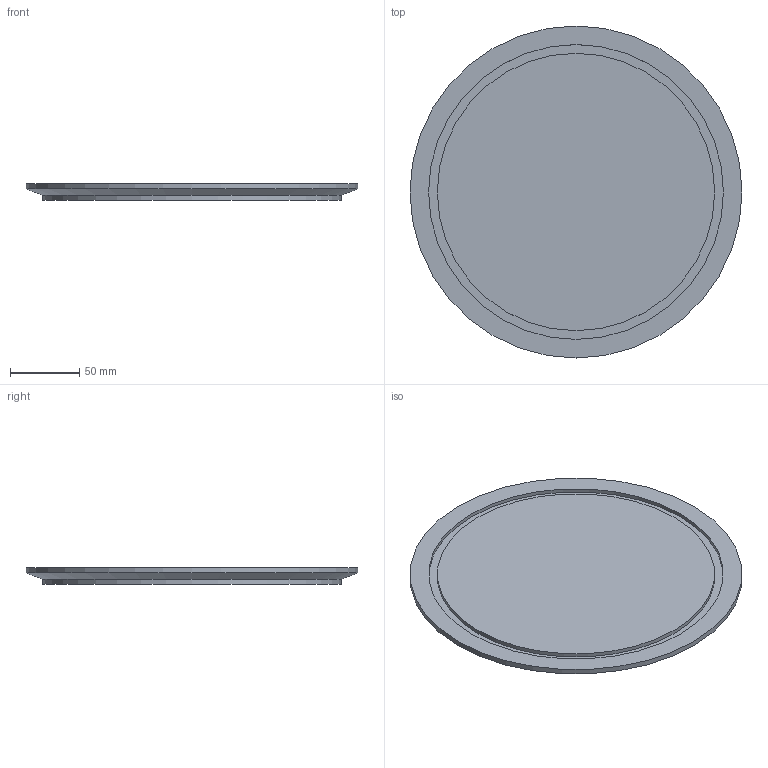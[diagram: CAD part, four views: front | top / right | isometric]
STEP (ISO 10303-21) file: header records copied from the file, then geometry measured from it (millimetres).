
FILE_DESCRIPTION(/* description */ ('QF200-000'),/* implementation_level */ '2;1');
FILE_NAME(/* name */ '4001095c.stp',/* time_stamp */ '2021-03-30T16:42:11-04:00',/* author */ ('Gavin_L'),/* organization */ (''),/* preprocessor_version */ 'ST-DEVELOPER v18.1',/* originating_system */ 'Autodesk Inventor 2021',/* authorisation */ 'QF200 SS BLANK FLANGE');
FILE_SCHEMA (('AUTOMOTIVE_DESIGN { 1 0 10303 214 3 1 1 }'));
Length unit declared in the file: inch
Products named in the file (1): 4001095
Bounding box: 240.03 x 240.03 x 11.99 mm (x, y, z)
Volume: 478933.5 mm3; surface area: 100128.4 mm2
Topology: 1 solids, 1 shells, 9 faces, 15 edges, 10 vertices
Faces by surface type: cylinder 4, plane 4, cone 1
Full cylindrical faces by diameter (mm): 200.508 x1, 213.208 x1, 215.9 x1, 240.03 x1
Entity records: 262 total; most frequent: DIRECTION 45, CARTESIAN_POINT 35, ORIENTED_EDGE 30, AXIS2_PLACEMENT_3D 20, EDGE_CURVE 15, EDGE_LOOP 11, CIRCLE 10, VERTEX_POINT 10
